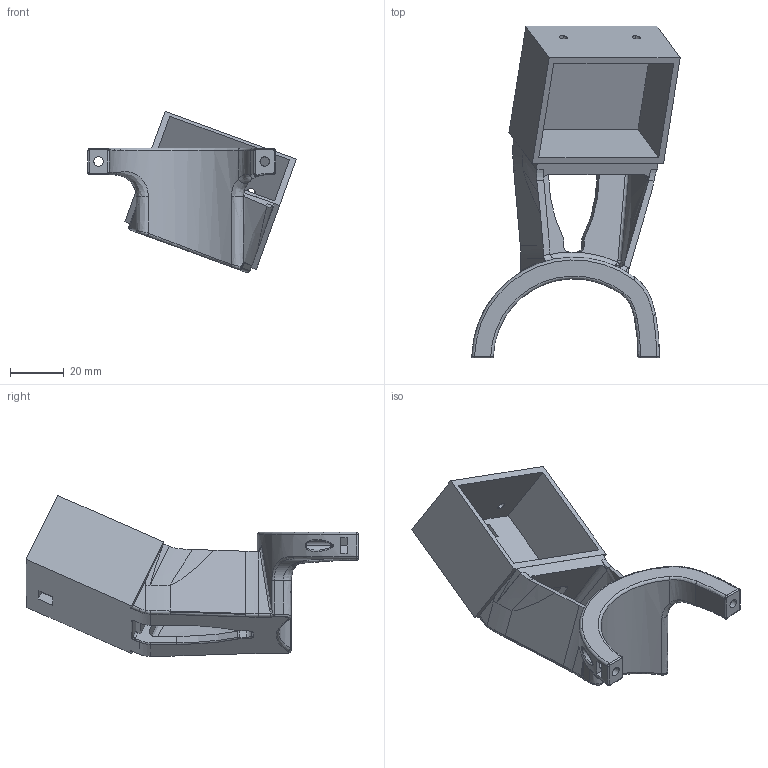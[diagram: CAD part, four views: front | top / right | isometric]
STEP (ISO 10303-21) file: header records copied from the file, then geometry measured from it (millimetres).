
FILE_DESCRIPTION (( 'STEP AP214' ), '1' );
FILE_NAME ('酘忒.STEP', '2025-09-15T01:07:47', ( '' ), ( '' ), 'SwSTEP 2.0', 'SolidWorks 2022', '' );
FILE_SCHEMA (( 'AUTOMOTIVE_DESIGN' ));
Length unit declared in the file: millimetre
Products named in the file (1): 左手
Bounding box: 77.57 x 123.61 x 59.96 mm (x, y, z)
Volume: 48472.5 mm3; surface area: 27874.7 mm2
Topology: 1 solids, 1 shells, 247 faces, 636 edges, 383 vertices
Faces by surface type: bspline 79, cylinder 74, plane 70, torus 22, sphere 2
Entity records: 11774 total; most frequent: CARTESIAN_POINT 6424, ORIENTED_EDGE 1256, DIRECTION 931, EDGE_CURVE 628, VERTEX_POINT 383, AXIS2_PLACEMENT_3D 345, EDGE_LOOP 263, ADVANCED_FACE 247
